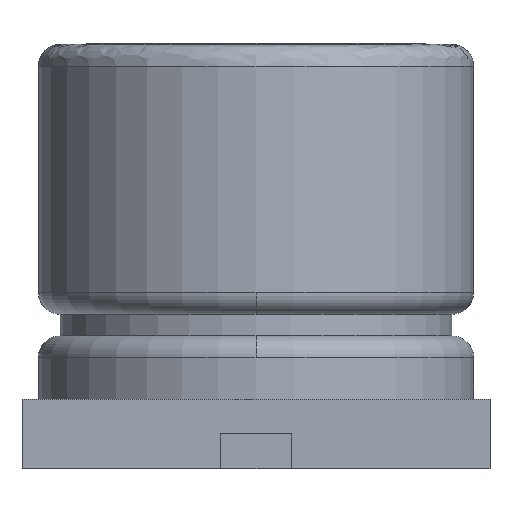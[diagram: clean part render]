
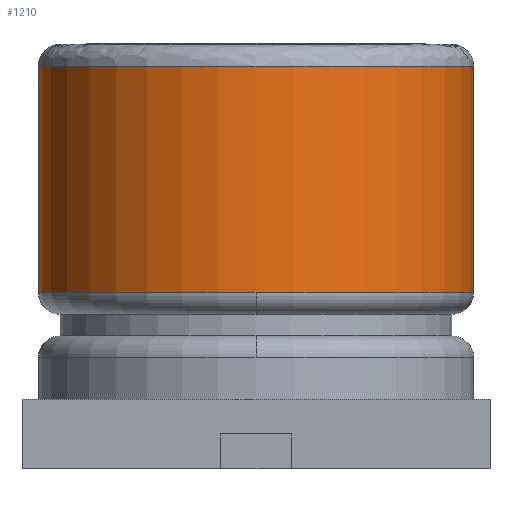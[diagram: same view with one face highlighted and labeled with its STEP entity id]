
A CAD part, front view. The second image highlights one B-rep face of the part: STEP entity #1210.
In plain terms, the highlighted cylindrical face has radius 2 mm (diameter 4 mm), a partial arc.
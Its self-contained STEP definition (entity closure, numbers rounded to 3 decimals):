
#29 = AXIS2_PLACEMENT_3D ( 'NONE', #2568, #1324, #99 ) ;
#99 = DIRECTION ( 'NONE',  ( -1., 0., 0. ) ) ;
#103 = EDGE_CURVE ( 'NONE', #1055, #2022, #1452, .T. ) ;
#282 = EDGE_LOOP ( 'NONE', ( #1246, #897, #1217, #1282, #1637 ) ) ;
#463 = AXIS2_PLACEMENT_3D ( 'NONE', #735, #1553, #2182 ) ;
#486 = CARTESIAN_POINT ( 'NONE',  ( 2., -1.843, 1.62 ) ) ;
#606 = VERTEX_POINT ( 'NONE', #2470 ) ;
#633 = EDGE_CURVE ( 'NONE', #606, #782, #1644, .T. ) ;
#735 = CARTESIAN_POINT ( 'NONE',  ( 0., -1.843, 5.22 ) ) ;
#775 = CARTESIAN_POINT ( 'NONE',  ( 0., -3.843, 1.62 ) ) ;
#782 = VERTEX_POINT ( 'NONE', #2589 ) ;
#793 = CARTESIAN_POINT ( 'NONE',  ( 0., -1.843, 1.62 ) ) ;
#897 = ORIENTED_EDGE ( 'NONE', *, *, #633, .T. ) ;
#939 = VECTOR ( 'NONE', #1070, 1000. ) ;
#984 = CYLINDRICAL_SURFACE ( 'NONE', #463, 2. ) ;
#1022 = CARTESIAN_POINT ( 'NONE',  ( 0., -1.843, 1.62 ) ) ;
#1044 = DIRECTION ( 'NONE',  ( -1., 0., 0. ) ) ;
#1055 = VERTEX_POINT ( 'NONE', #775 ) ;
#1070 = DIRECTION ( 'NONE',  ( 0., 0., -1. ) ) ;
#1124 = LINE ( 'NONE', #2139, #1667 ) ;
#1210 = ADVANCED_FACE ( 'NONE', ( #1954 ), #984, .T. ) ;
#1217 = ORIENTED_EDGE ( 'NONE', *, *, #1945, .T. ) ;
#1225 = AXIS2_PLACEMENT_3D ( 'NONE', #793, #1261, #1044 ) ;
#1228 = DIRECTION ( 'NONE',  ( -1., 0., 0. ) ) ;
#1246 = ORIENTED_EDGE ( 'NONE', *, *, #1632, .F. ) ;
#1261 = DIRECTION ( 'NONE',  ( 0., 0., 1. ) ) ;
#1282 = ORIENTED_EDGE ( 'NONE', *, *, #1467, .T. ) ;
#1324 = DIRECTION ( 'NONE',  ( 0., 0., -1. ) ) ;
#1452 = CIRCLE ( 'NONE', #1225, 2. ) ;
#1467 = EDGE_CURVE ( 'NONE', #2235, #1055, #2172, .T. ) ;
#1482 = AXIS2_PLACEMENT_3D ( 'NONE', #1022, #2473, #1228 ) ;
#1553 = DIRECTION ( 'NONE',  ( 0., 0., -1. ) ) ;
#1632 = EDGE_CURVE ( 'NONE', #606, #2022, #2521, .T. ) ;
#1637 = ORIENTED_EDGE ( 'NONE', *, *, #103, .T. ) ;
#1644 = CIRCLE ( 'NONE', #29, 2. ) ;
#1667 = VECTOR ( 'NONE', #2360, 1000. ) ;
#1945 = EDGE_CURVE ( 'NONE', #782, #2235, #1124, .T. ) ;
#1954 = FACE_OUTER_BOUND ( 'NONE', #282, .T. ) ;
#2022 = VERTEX_POINT ( 'NONE', #486 ) ;
#2048 = CARTESIAN_POINT ( 'NONE',  ( -2., -1.843, 1.62 ) ) ;
#2139 = CARTESIAN_POINT ( 'NONE',  ( -2., -1.843, 5.22 ) ) ;
#2172 = CIRCLE ( 'NONE', #1482, 2. ) ;
#2182 = DIRECTION ( 'NONE',  ( -1., 0., 0. ) ) ;
#2235 = VERTEX_POINT ( 'NONE', #2048 ) ;
#2307 = CARTESIAN_POINT ( 'NONE',  ( 2., -1.843, 5.22 ) ) ;
#2360 = DIRECTION ( 'NONE',  ( 0., 0., -1. ) ) ;
#2470 = CARTESIAN_POINT ( 'NONE',  ( 2., -1.843, 3.7 ) ) ;
#2473 = DIRECTION ( 'NONE',  ( 0., 0., 1. ) ) ;
#2521 = LINE ( 'NONE', #2307, #939 ) ;
#2568 = CARTESIAN_POINT ( 'NONE',  ( 0., -1.843, 3.7 ) ) ;
#2589 = CARTESIAN_POINT ( 'NONE',  ( -2., -1.843, 3.7 ) ) ;
